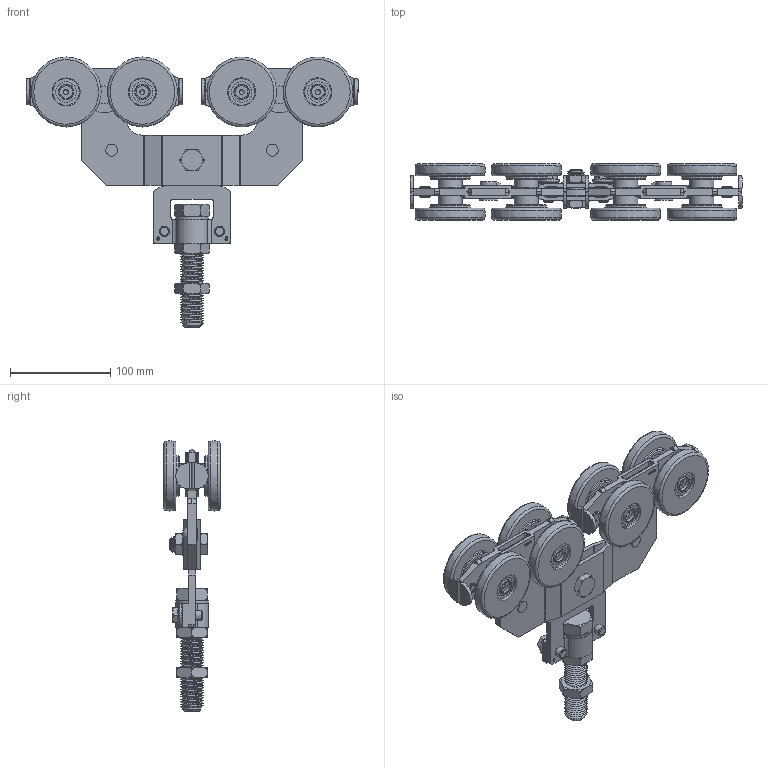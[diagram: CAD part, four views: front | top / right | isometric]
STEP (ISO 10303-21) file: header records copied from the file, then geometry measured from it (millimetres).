
FILE_DESCRIPTION(/* description */ (''),/* implementation_level */ '2;1');
FILE_NAME(/* name */ 'ST00947.stp',/* time_stamp */ '2017-04-04T12:31:36+02:00',/* author */ ('Giuliano'),/* organization */ (''),/* preprocessor_version */ 'ST-DEVELOPER v16.5',/* originating_system */ 'Autodesk Inventor 2017',/* authorisation */ '');
FILE_SCHEMA (('AUTOMOTIVE_DESIGN { 1 0 10303 214 3 1 1 }'));
Products named in the file (1): Pièce1
Bounding box: 331 x 56 x 269.42 mm (x, y, z)
Volume: 590915 mm3; surface area: 267397.8 mm2
Topology: 69 solids, 93 shells, 1756 faces, 4741 edges, 3160 vertices
Faces by surface type: plane 665, cylinder 502, bspline 269, torus 236, sphere 58, cone 26
Full cylindrical faces by diameter (mm): 2.5 x16, 5 x8, 5.2 x4, 6 x2, 6.2 x2, 10 x4, 10.1 x2, 10.4 x8, 12 x2, 12.5 x8, 14.8 x8, 15 x8, 15.2 x8, 15.8 x2, 16 x1, 16.2 x9, 18 x4, 20 x9, 20.542 x16, 24 x8, 26.458 x16, 28 x8, 32 x9, 32.05 x16, 34.4 x8, 40 x8
Entity records: 63981 total; most frequent: CARTESIAN_POINT 21690, ORIENTED_EDGE 8600, DIRECTION 7574, EDGE_CURVE 4204, VERTEX_POINT 2976, AXIS2_PLACEMENT_3D 2945, EDGE_LOOP 2364, ADVANCED_FACE 1756
